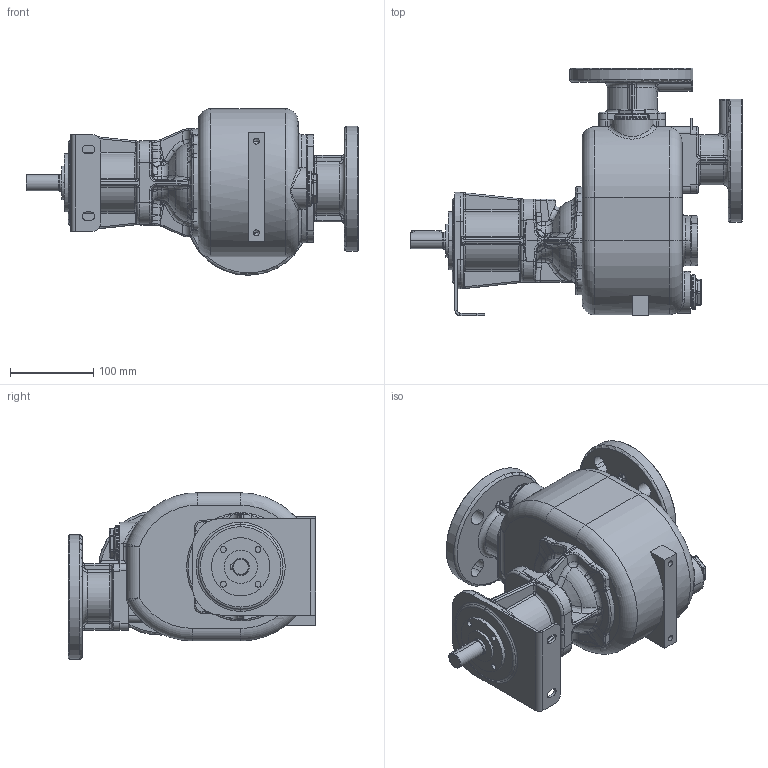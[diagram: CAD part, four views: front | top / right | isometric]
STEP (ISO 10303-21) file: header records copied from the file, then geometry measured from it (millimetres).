
FILE_DESCRIPTION((''),'2;1');
FILE_NAME('S_40_B_F','2023-04-03T14:07:01',('Nicola'),(''),'CREO PARAMETRIC BY PTC INC, 2022284','CREO PARAMETRIC BY PTC INC, 2022284','');
FILE_SCHEMA(('CONFIG_CONTROL_DESIGN'));
Length unit declared in the file: millimetre
Products named in the file (1): S_40_B_F
Bounding box: 398.8 x 297 x 199.97 mm (x, y, z)
Volume: 6102111.6 mm3; surface area: 389158 mm2
Topology: 1 solids, 1 shells, 1146 faces, 2691 edges, 1583 vertices
Faces by surface type: cylinder 375, bspline 369, plane 238, torus 121, cone 22, sphere 16, revolution 3, extrusion 2
Entity records: 60129 total; most frequent: CARTESIAN_POINT 36121, ORIENTED_EDGE 5374, DIRECTION 4573, EDGE_CURVE 2687, AXIS2_PLACEMENT_3D 1883, VERTEX_POINT 1583, EDGE_LOOP 1210, FACE_OUTER_BOUND 1146
